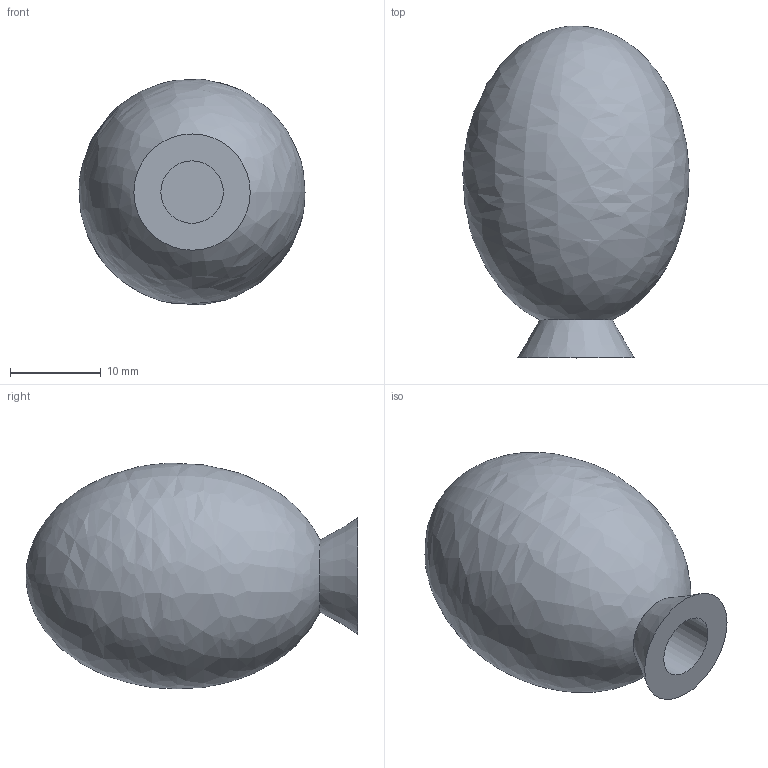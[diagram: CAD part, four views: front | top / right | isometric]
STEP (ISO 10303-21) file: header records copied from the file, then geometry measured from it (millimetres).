
FILE_DESCRIPTION(/* description */ (''),/* implementation_level */ '2;1');
FILE_NAME(/* name */ 'balloon_for_rubber_Stopper v3.step',/* time_stamp */ '2020-06-29T17:10:21-07:00',/* author */ (''),/* organization */ (''),/* preprocessor_version */ 'ST-DEVELOPER v18.1',/* originating_system */ 'Autodesk Translation Framework v9.3.0.1241',/* authorisation */ '');
FILE_SCHEMA (('AUTOMOTIVE_DESIGN { 1 0 10303 214 3 1 1 }'));
Length unit declared in the file: millimetre
Products named in the file (1): balloon_for_rubber_Stopper
Bounding box: 24.98 x 36.66 x 24.92 mm (x, y, z)
Volume: 10899.1 mm3; surface area: 2870 mm2
Topology: 1 solids, 1 shells, 6 faces, 11 edges, 7 vertices
Faces by surface type: cylinder 2, plane 2, bspline 1, cone 1
Full cylindrical faces by diameter (mm): 6.9 x1, 8 x1
Entity records: 222 total; most frequent: CARTESIAN_POINT 68, DIRECTION 29, ORIENTED_EDGE 20, AXIS2_PLACEMENT_3D 13, EDGE_CURVE 10, EDGE_LOOP 7, VERTEX_POINT 7, FACE_OUTER_BOUND 6
